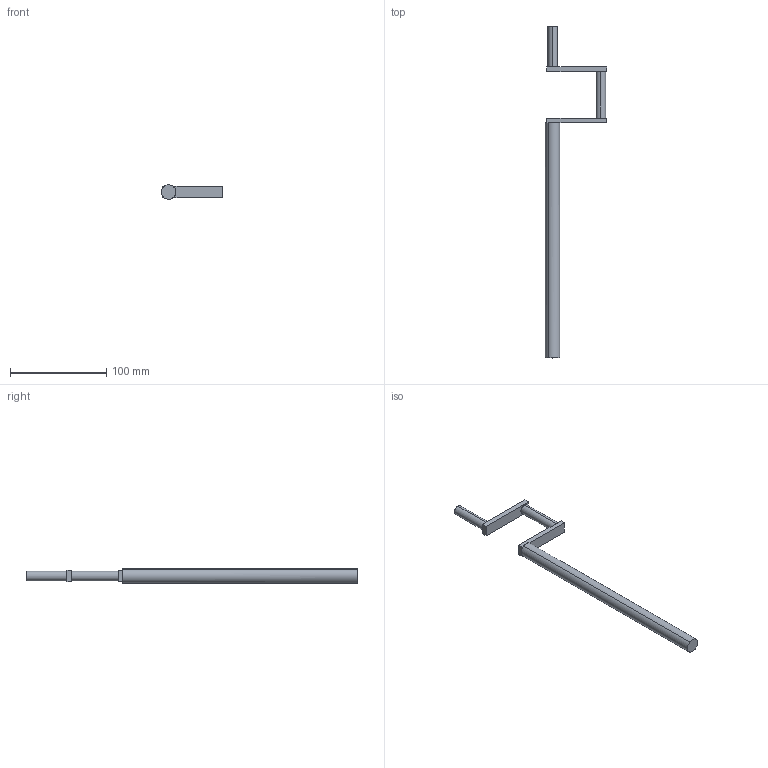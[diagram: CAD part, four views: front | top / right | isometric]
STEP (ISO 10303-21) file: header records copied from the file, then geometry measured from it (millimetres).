
FILE_DESCRIPTION(/* description */ (''),/* implementation_level */ '2;1');
FILE_NAME(/* name */ 'VERSANT',/* time_stamp */ '2022-03-08T11:33:28+01:00',/* author */ (''),/* organization */ (''),/* preprocessor_version */ 'ST-DEVELOPER v16.5',/* originating_system */ 'Rhino 7.15',/* authorisation */ '');
FILE_SCHEMA (('CONFIG_CONTROL_DESIGN'));
Length unit declared in the file: millimetre
Products named in the file (1): Document
Bounding box: 63.5 x 344.16 x 15 mm (x, y, z)
Volume: 57621.2 mm3; surface area: 18680.5 mm2
Topology: 1 solids, 1 shells, 25 faces, 54 edges, 34 vertices
Faces by surface type: plane 19, cylinder 6
Entity records: 677 total; most frequent: CARTESIAN_POINT 209, ORIENTED_EDGE 108, EDGE_CURVE 54, VERTEX_POINT 34, B_SPLINE_CURVE_WITH_KNOTS 30, EDGE_LOOP 28, DIRECTION 27, ADVANCED_FACE 25
